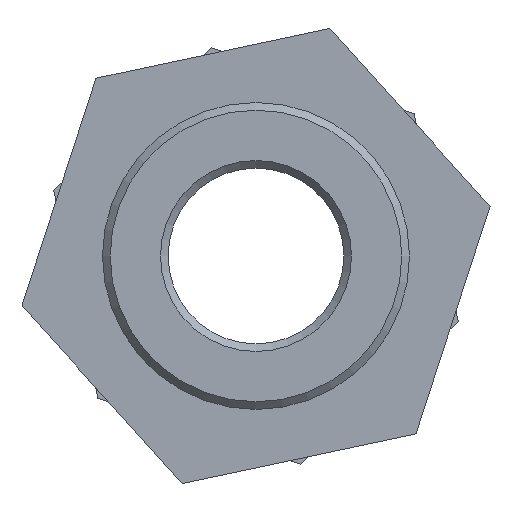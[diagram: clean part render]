
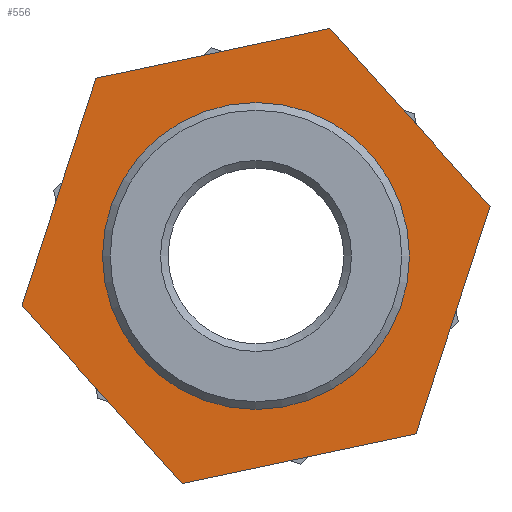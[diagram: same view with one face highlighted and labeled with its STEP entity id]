
A CAD part, front view. The second image highlights one B-rep face of the part: STEP entity #556.
In plain terms, the highlighted planar face has unit normal (0, -1, 0).
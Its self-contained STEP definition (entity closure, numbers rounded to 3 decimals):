
#43=LINE('',#766,#79);
#47=LINE('',#774,#83);
#50=LINE('',#780,#86);
#53=LINE('',#786,#89);
#56=LINE('',#792,#92);
#58=LINE('',#795,#94);
#79=VECTOR('',#657,1000.);
#83=VECTOR('',#663,1000.);
#86=VECTOR('',#668,1000.);
#89=VECTOR('',#673,1000.);
#92=VECTOR('',#678,1000.);
#94=VECTOR('',#682,1000.);
#109=PLANE('',#590);
#178=ORIENTED_EDGE('',*,*,#245,.T.);
#179=ORIENTED_EDGE('',*,*,#229,.T.);
#180=ORIENTED_EDGE('',*,*,#233,.T.);
#181=ORIENTED_EDGE('',*,*,#236,.T.);
#182=ORIENTED_EDGE('',*,*,#239,.T.);
#183=ORIENTED_EDGE('',*,*,#242,.T.);
#184=ORIENTED_EDGE('',*,*,#244,.T.);
#229=EDGE_CURVE('',#270,#269,#43,.T.);
#233=EDGE_CURVE('',#269,#272,#47,.T.);
#236=EDGE_CURVE('',#272,#274,#50,.T.);
#239=EDGE_CURVE('',#274,#276,#53,.T.);
#242=EDGE_CURVE('',#276,#278,#56,.T.);
#244=EDGE_CURVE('',#278,#270,#58,.T.);
#245=EDGE_CURVE('',#279,#279,#289,.F.);
#269=VERTEX_POINT('',#765);
#270=VERTEX_POINT('',#767);
#272=VERTEX_POINT('',#773);
#274=VERTEX_POINT('',#779);
#276=VERTEX_POINT('',#785);
#278=VERTEX_POINT('',#791);
#279=VERTEX_POINT('',#798);
#289=CIRCLE('',#591,10.);
#314=EDGE_LOOP('',(#178));
#315=EDGE_LOOP('',(#179,#180,#181,#182,#183,#184));
#350=FACE_BOUND('',#314,.T.);
#351=FACE_BOUND('',#315,.T.);
#556=ADVANCED_FACE('',(#350,#351),#109,.T.);
#590=AXIS2_PLACEMENT_3D('',#796,#683,#684);
#591=AXIS2_PLACEMENT_3D('',#797,#685,#686);
#657=DIRECTION('',(-0.309,0.,-0.951));
#663=DIRECTION('',(0.669,0.,-0.743));
#668=DIRECTION('',(0.978,0.,0.208));
#673=DIRECTION('',(0.309,0.,0.951));
#678=DIRECTION('',(-0.669,0.,0.743));
#682=DIRECTION('',(-0.978,0.,-0.208));
#683=DIRECTION('',(0.,-1.,0.));
#684=DIRECTION('',(0.,0.,-1.));
#685=DIRECTION('',(0.,-1.,0.));
#686=DIRECTION('',(0.,0.,-1.));
#765=CARTESIAN_POINT('',(-15.248,-14.56,-3.241));
#766=CARTESIAN_POINT('',(-10.431,-14.56,11.584));
#767=CARTESIAN_POINT('',(-10.431,-14.56,11.584));
#773=CARTESIAN_POINT('',(-4.817,-14.56,-14.826));
#774=CARTESIAN_POINT('',(-15.248,-14.56,-3.241));
#779=CARTESIAN_POINT('',(10.431,-14.56,-11.584));
#780=CARTESIAN_POINT('',(-4.817,-14.56,-14.826));
#785=CARTESIAN_POINT('',(15.248,-14.56,3.241));
#786=CARTESIAN_POINT('',(10.431,-14.56,-11.584));
#791=CARTESIAN_POINT('',(4.817,-14.56,14.826));
#792=CARTESIAN_POINT('',(15.248,-14.56,3.241));
#795=CARTESIAN_POINT('',(4.817,-14.56,14.826));
#796=CARTESIAN_POINT('',(0.,-14.56,0.));
#797=CARTESIAN_POINT('',(0.,-14.56,0.));
#798=CARTESIAN_POINT('',(0.,-14.56,-10.));
